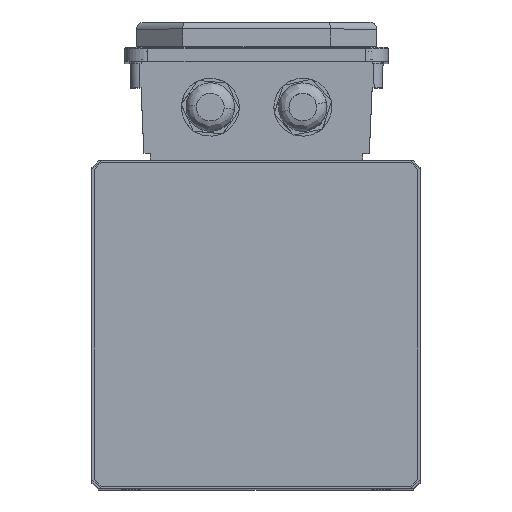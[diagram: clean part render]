
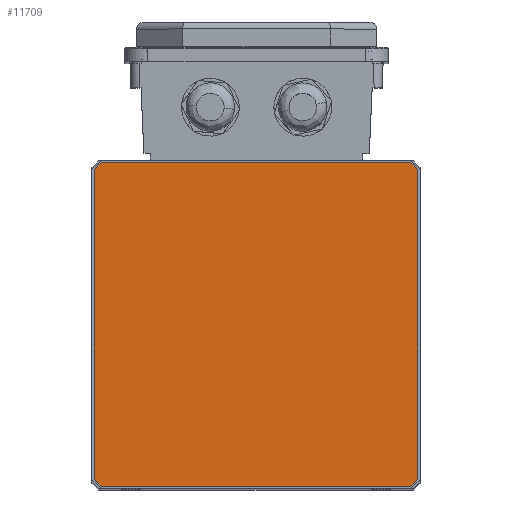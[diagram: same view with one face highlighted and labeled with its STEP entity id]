
A CAD part, top view. The second image highlights one B-rep face of the part: STEP entity #11709.
In plain terms, the highlighted face is planar.
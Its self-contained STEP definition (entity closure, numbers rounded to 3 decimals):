
#1071 = VERTEX_POINT ( 'NONE', #27491 ) ;
#1718 = CARTESIAN_POINT ( 'NONE',  ( -67., 70., -8. ) ) ;
#2004 = VECTOR ( 'NONE', #14483, 1000. ) ;
#2147 = VERTEX_POINT ( 'NONE', #7552 ) ;
#2283 = ORIENTED_EDGE ( 'NONE', *, *, #22488, .T. ) ;
#2592 = LINE ( 'NONE', #22430, #21705 ) ;
#2642 = EDGE_CURVE ( 'NONE', #2147, #3278, #16586, .T. ) ;
#3056 = DIRECTION ( 'NONE',  ( 0., 0., 1. ) ) ;
#3278 = VERTEX_POINT ( 'NONE', #3559 ) ;
#3559 = CARTESIAN_POINT ( 'NONE',  ( -70., -67., -8. ) ) ;
#4520 = VERTEX_POINT ( 'NONE', #7101 ) ;
#4527 = VECTOR ( 'NONE', #20295, 1000. ) ;
#4715 = VERTEX_POINT ( 'NONE', #15867 ) ;
#6348 = EDGE_CURVE ( 'NONE', #27529, #4520, #18243, .T. ) ;
#6872 = VECTOR ( 'NONE', #14830, 1000. ) ;
#7101 = CARTESIAN_POINT ( 'NONE',  ( 70., 67., -8. ) ) ;
#7415 = CARTESIAN_POINT ( 'NONE',  ( 70., -70., -8. ) ) ;
#7477 = VECTOR ( 'NONE', #26924, 1000. ) ;
#7552 = CARTESIAN_POINT ( 'NONE',  ( -67., -70., -8. ) ) ;
#7555 = LINE ( 'NONE', #7415, #4527 ) ;
#7617 = VECTOR ( 'NONE', #25503, 1000. ) ;
#8805 = EDGE_CURVE ( 'NONE', #1071, #27529, #2592, .T. ) ;
#8921 = EDGE_CURVE ( 'NONE', #4520, #20229, #7555, .T. ) ;
#9201 = VERTEX_POINT ( 'NONE', #22502 ) ;
#9432 = FACE_OUTER_BOUND ( 'NONE', #17498, .T. ) ;
#9751 = DIRECTION ( 'NONE',  ( 0.707, -0.707, 0. ) ) ;
#9887 = CARTESIAN_POINT ( 'NONE',  ( 70., 67., -8. ) ) ;
#10189 = ORIENTED_EDGE ( 'NONE', *, *, #15555, .T. ) ;
#10428 = CARTESIAN_POINT ( 'NONE',  ( 67., -70., -8. ) ) ;
#10702 = EDGE_CURVE ( 'NONE', #3278, #4715, #18227, .T. ) ;
#11709 = ADVANCED_FACE ( 'N', ( #9432 ), #18059, .F. ) ;
#11728 = ORIENTED_EDGE ( 'NONE', *, *, #17552, .T. ) ;
#12883 = ORIENTED_EDGE ( 'NONE', *, *, #8921, .T. ) ;
#13557 = CARTESIAN_POINT ( 'NONE',  ( 70., -67., -8. ) ) ;
#14189 = AXIS2_PLACEMENT_3D ( 'NONE', #26706, #3056, #15943 ) ;
#14223 = ORIENTED_EDGE ( 'NONE', *, *, #10702, .T. ) ;
#14483 = DIRECTION ( 'NONE',  ( -1., 0., 0. ) ) ;
#14691 = CARTESIAN_POINT ( 'NONE',  ( 67., 70., -8. ) ) ;
#14830 = DIRECTION ( 'NONE',  ( -0.707, -0.707, 0. ) ) ;
#15555 = EDGE_CURVE ( 'NONE', #20229, #9201, #21735, .T. ) ;
#15867 = CARTESIAN_POINT ( 'NONE',  ( -70., 67., -8. ) ) ;
#15943 = DIRECTION ( 'NONE',  ( 1., 0., 0. ) ) ;
#16393 = CARTESIAN_POINT ( 'NONE',  ( -70., -70., -8. ) ) ;
#16586 = LINE ( 'NONE', #25219, #7477 ) ;
#16986 = ORIENTED_EDGE ( 'NONE', *, *, #6348, .T. ) ;
#17498 = EDGE_LOOP ( 'NONE', ( #10189, #11728, #18461, #14223, #2283, #26060, #16986, #12883 ) ) ;
#17552 = EDGE_CURVE ( 'NONE', #9201, #2147, #27227, .T. ) ;
#18059 = PLANE ( 'NONE',  #14189 ) ;
#18171 = VECTOR ( 'NONE', #20924, 1000. ) ;
#18227 = LINE ( 'NONE', #16393, #18171 ) ;
#18243 = LINE ( 'NONE', #9887, #18820 ) ;
#18461 = ORIENTED_EDGE ( 'NONE', *, *, #2642, .T. ) ;
#18820 = VECTOR ( 'NONE', #9751, 1000. ) ;
#20229 = VERTEX_POINT ( 'NONE', #13557 ) ;
#20295 = DIRECTION ( 'NONE',  ( 0., -1., 0. ) ) ;
#20924 = DIRECTION ( 'NONE',  ( 0., 1., 0. ) ) ;
#21705 = VECTOR ( 'NONE', #24124, 1000. ) ;
#21735 = LINE ( 'NONE', #10428, #6872 ) ;
#22430 = CARTESIAN_POINT ( 'NONE',  ( 70., 70., -8. ) ) ;
#22488 = EDGE_CURVE ( 'NONE', #4715, #1071, #24933, .T. ) ;
#22502 = CARTESIAN_POINT ( 'NONE',  ( 67., -70., -8. ) ) ;
#24124 = DIRECTION ( 'NONE',  ( 1., 0., 0. ) ) ;
#24933 = LINE ( 'NONE', #1718, #7617 ) ;
#25106 = CARTESIAN_POINT ( 'NONE',  ( 70., -70., -8. ) ) ;
#25219 = CARTESIAN_POINT ( 'NONE',  ( -70., -67., -8. ) ) ;
#25503 = DIRECTION ( 'NONE',  ( 0.707, 0.707, 0. ) ) ;
#26060 = ORIENTED_EDGE ( 'NONE', *, *, #8805, .T. ) ;
#26706 = CARTESIAN_POINT ( 'NONE',  ( 0., 0., -8. ) ) ;
#26924 = DIRECTION ( 'NONE',  ( -0.707, 0.707, 0. ) ) ;
#27227 = LINE ( 'NONE', #25106, #2004 ) ;
#27491 = CARTESIAN_POINT ( 'NONE',  ( -67., 70., -8. ) ) ;
#27529 = VERTEX_POINT ( 'NONE', #14691 ) ;
